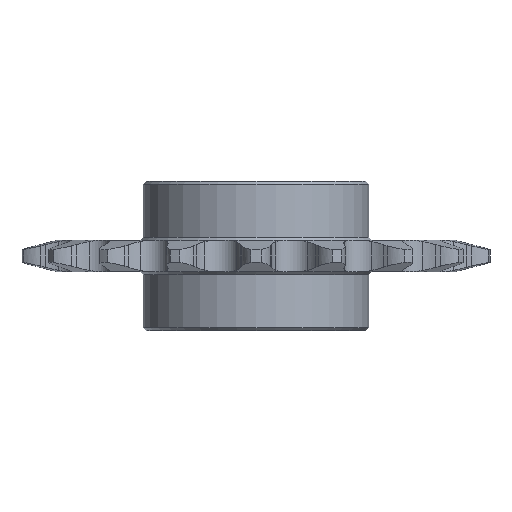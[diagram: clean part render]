
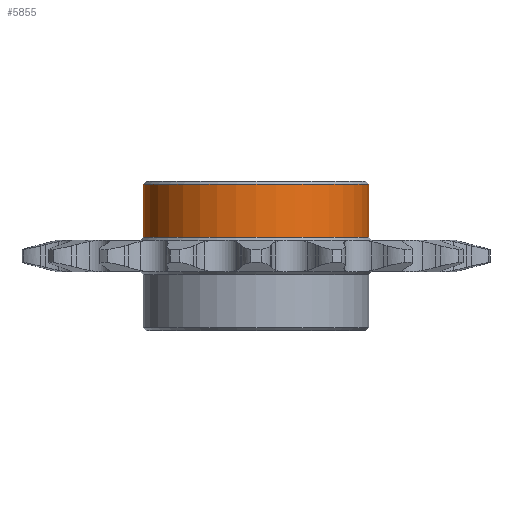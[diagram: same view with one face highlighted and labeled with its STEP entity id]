
A CAD part, front view. The second image highlights one B-rep face of the part: STEP entity #5855.
In plain terms, the highlighted cylindrical face has radius 9.525 mm (diameter 19.05 mm), a partial arc.
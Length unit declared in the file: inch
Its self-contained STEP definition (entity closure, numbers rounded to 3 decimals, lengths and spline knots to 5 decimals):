
#183 = EDGE_CURVE ( 'NONE', #15702, #10153, #3107, .T. ) ;
#412 = DIRECTION ( 'NONE',  ( 1., 0., 0. ) ) ;
#612 = ORIENTED_EDGE ( 'NONE', *, *, #2893, .F. ) ;
#1299 = EDGE_CURVE ( 'NONE', #6895, #15702, #1982, .T. ) ;
#1319 = CIRCLE ( 'NONE', #12264, 0.375 ) ;
#1982 = CIRCLE ( 'NONE', #4208, 0.375 ) ;
#2744 = DIRECTION ( 'NONE',  ( 0., 0., -1. ) ) ;
#2893 = EDGE_CURVE ( 'NONE', #6895, #3716, #8193, .T. ) ;
#3075 = DIRECTION ( 'NONE',  ( 0., 0., -1. ) ) ;
#3107 = LINE ( 'NONE', #15398, #8952 ) ;
#3709 = ORIENTED_EDGE ( 'NONE', *, *, #183, .T. ) ;
#3716 = VERTEX_POINT ( 'NONE', #9116 ) ;
#4208 = AXIS2_PLACEMENT_3D ( 'NONE', #16929, #9875, #412 ) ;
#4619 = ORIENTED_EDGE ( 'NONE', *, *, #1299, .T. ) ;
#5757 = DIRECTION ( 'NONE',  ( 0., 0., 1. ) ) ;
#5855 = ADVANCED_FACE ( 'NONE', ( #9940 ), #15287, .T. ) ;
#6895 = VERTEX_POINT ( 'NONE', #8631 ) ;
#7541 = EDGE_LOOP ( 'NONE', ( #612, #4619, #3709, #15259 ) ) ;
#7684 = AXIS2_PLACEMENT_3D ( 'NONE', #15112, #3075, #8445 ) ;
#8193 = LINE ( 'NONE', #14807, #14648 ) ;
#8445 = DIRECTION ( 'NONE',  ( -1., 0., 0. ) ) ;
#8560 = CARTESIAN_POINT ( 'NONE',  ( 0., 0., 0.0625 ) ) ;
#8631 = CARTESIAN_POINT ( 'NONE',  ( 0.375, 0., 0.2375 ) ) ;
#8952 = VECTOR ( 'NONE', #9792, 39.37008 ) ;
#9116 = CARTESIAN_POINT ( 'NONE',  ( 0.375, 0., 0.0625 ) ) ;
#9792 = DIRECTION ( 'NONE',  ( 0., 0., -1. ) ) ;
#9875 = DIRECTION ( 'NONE',  ( 0., 0., -1. ) ) ;
#9940 = FACE_OUTER_BOUND ( 'NONE', #7541, .T. ) ;
#10153 = VERTEX_POINT ( 'NONE', #14159 ) ;
#11204 = EDGE_CURVE ( 'NONE', #10153, #3716, #1319, .T. ) ;
#12264 = AXIS2_PLACEMENT_3D ( 'NONE', #8560, #5757, #13844 ) ;
#13844 = DIRECTION ( 'NONE',  ( 1., 0., 0. ) ) ;
#14159 = CARTESIAN_POINT ( 'NONE',  ( -0.375, 0., 0.0625 ) ) ;
#14648 = VECTOR ( 'NONE', #2744, 39.37008 ) ;
#14807 = CARTESIAN_POINT ( 'NONE',  ( 0.375, 0., 0.2475 ) ) ;
#15112 = CARTESIAN_POINT ( 'NONE',  ( 0., 0., 0.2475 ) ) ;
#15259 = ORIENTED_EDGE ( 'NONE', *, *, #11204, .T. ) ;
#15287 = CYLINDRICAL_SURFACE ( 'NONE', #7684, 0.375 ) ;
#15398 = CARTESIAN_POINT ( 'NONE',  ( -0.375, 0., 0.2475 ) ) ;
#15702 = VERTEX_POINT ( 'NONE', #16025 ) ;
#16025 = CARTESIAN_POINT ( 'NONE',  ( -0.375, 0., 0.2375 ) ) ;
#16929 = CARTESIAN_POINT ( 'NONE',  ( 0., 0., 0.2375 ) ) ;
